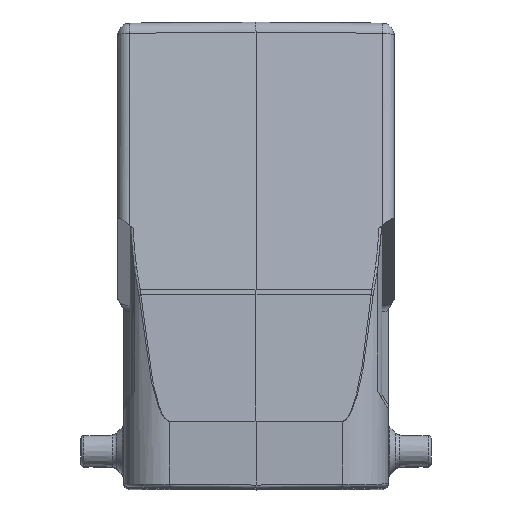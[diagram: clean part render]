
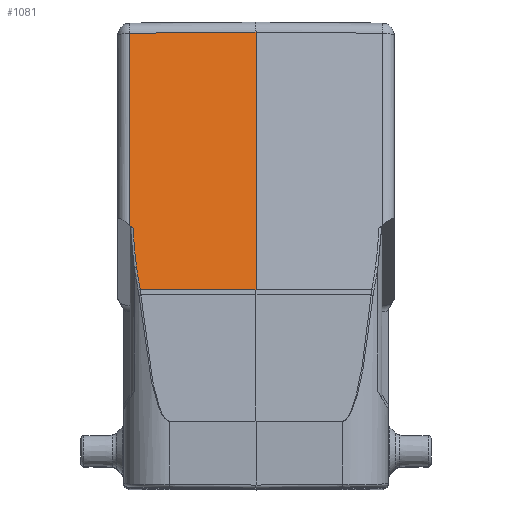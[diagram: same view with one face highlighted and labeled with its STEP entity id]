
A CAD part, top view. The second image highlights one B-rep face of the part: STEP entity #1081.
In plain terms, the highlighted planar face has unit normal (-0.009, 0.174, 0.985).
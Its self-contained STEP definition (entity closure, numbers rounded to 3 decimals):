
#469=ELLIPSE('',#8913,40.313,7.);
#758=CIRCLE('',#8914,62.355);
#1081=ADVANCED_FACE('',(#1832),#1588,.T.);
#1588=PLANE('',#8915);
#1832=FACE_OUTER_BOUND('',#2325,.T.);
#2325=EDGE_LOOP('',(#3251,#3252,#3253,#3254,#3255,#3256,#3257));
#3251=ORIENTED_EDGE('',*,*,#6371,.T.);
#3252=ORIENTED_EDGE('',*,*,#6372,.F.);
#3253=ORIENTED_EDGE('',*,*,#6373,.F.);
#3254=ORIENTED_EDGE('',*,*,#6374,.T.);
#3255=ORIENTED_EDGE('',*,*,#6362,.F.);
#3256=ORIENTED_EDGE('',*,*,#6370,.T.);
#3257=ORIENTED_EDGE('',*,*,#6375,.T.);
#5509=VERTEX_POINT('',#12734);
#5510=VERTEX_POINT('',#12735);
#5515=VERTEX_POINT('',#12763);
#5516=VERTEX_POINT('',#12767);
#5517=VERTEX_POINT('',#12768);
#5518=VERTEX_POINT('',#12770);
#5519=VERTEX_POINT('',#12772);
#6362=EDGE_CURVE('',#5509,#5510,#7565,.T.);
#6370=EDGE_CURVE('',#5509,#5515,#7569,.T.);
#6371=EDGE_CURVE('',#5516,#5517,#469,.T.);
#6372=EDGE_CURVE('',#5518,#5517,#7570,.T.);
#6373=EDGE_CURVE('',#5519,#5518,#7571,.T.);
#6374=EDGE_CURVE('',#5519,#5510,#7572,.T.);
#6375=EDGE_CURVE('',#5515,#5516,#758,.T.);
#7565=LINE('',#12733,#8260);
#7569=LINE('',#12764,#8264);
#7570=LINE('',#12769,#8265);
#7571=LINE('',#12771,#8266);
#7572=LINE('',#12773,#8267);
#8260=VECTOR('',#10120,1.);
#8264=VECTOR('',#10132,1.);
#8265=VECTOR('',#10137,1.);
#8266=VECTOR('',#10138,1.);
#8267=VECTOR('',#10139,1.);
#8913=AXIS2_PLACEMENT_3D('',#12766,#10135,#10136);
#8914=AXIS2_PLACEMENT_3D('',#12774,#10140,#10141);
#8915=AXIS2_PLACEMENT_3D('',#12775,#10142,#10143);
#10120=DIRECTION('',(0.,0.985,-0.174));
#10132=DIRECTION('',(0.762,-0.637,0.119));
#10135=DIRECTION('',(-0.009,0.174,0.985));
#10136=DIRECTION('',(-0.002,-0.985,0.174));
#10137=DIRECTION('',(-1.,-0.001,-0.009));
#10138=DIRECTION('',(0.,-0.985,0.174));
#10139=DIRECTION('',(-1.,-0.009,-0.007));
#10140=DIRECTION('',(-0.009,0.174,0.985));
#10141=DIRECTION('',(0.,-0.985,0.174));
#10142=DIRECTION('',(-0.009,0.174,0.985));
#10143=DIRECTION('',(0.,-0.985,0.174));
#12733=CARTESIAN_POINT('',(-20.517,-11.704,56.062));
#12734=CARTESIAN_POINT('',(-20.517,-11.704,56.062));
#12735=CARTESIAN_POINT('',(-20.517,19.584,50.546));
#12763=CARTESIAN_POINT('',(-19.963,-12.168,56.149));
#12764=CARTESIAN_POINT('',(-20.517,-11.704,56.062));
#12766=CARTESIAN_POINT('',(-14.004,6.729,52.87));
#12767=CARTESIAN_POINT('',(-19.449,-18.497,57.27));
#12768=CARTESIAN_POINT('',(-18.848,-22.176,57.924));
#12769=CARTESIAN_POINT('',(95.882,-22.045,58.917));
#12770=CARTESIAN_POINT('',(0.,-22.155,58.087));
#12771=CARTESIAN_POINT('',(0.,19.763,50.696));
#12772=CARTESIAN_POINT('',(0.,19.763,50.696));
#12773=CARTESIAN_POINT('',(0.,19.763,50.696));
#12774=CARTESIAN_POINT('',(42.367,-10.39,56.388));
#12775=CARTESIAN_POINT('',(0.,21.415,50.404));
